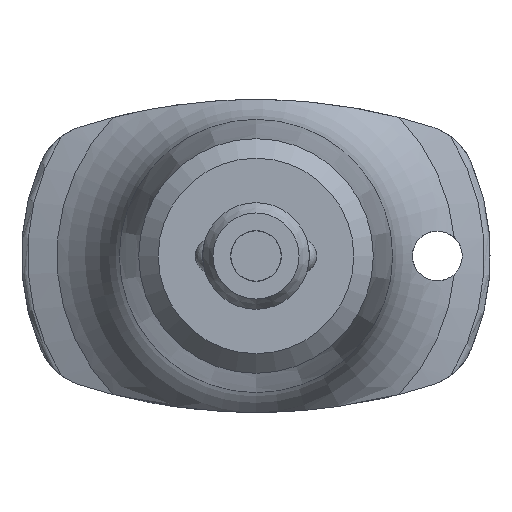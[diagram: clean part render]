
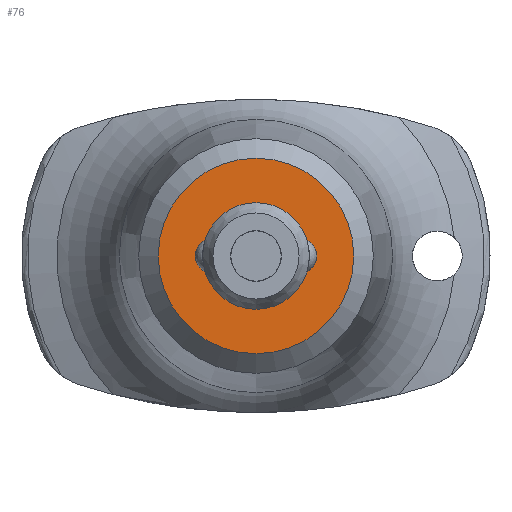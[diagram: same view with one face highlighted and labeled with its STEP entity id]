
A CAD part, front view. The second image highlights one B-rep face of the part: STEP entity #76.
In plain terms, the highlighted planar face has unit normal (0, -1, 0).
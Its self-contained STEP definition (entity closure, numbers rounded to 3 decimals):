
#76 = ADVANCED_FACE( '', ( #188, #189 ), #190, .T. );
#188 = FACE_OUTER_BOUND( '', #354, .T. );
#189 = FACE_BOUND( '', #355, .T. );
#190 = PLANE( '', #356 );
#354 = EDGE_LOOP( '', ( #559 ) );
#355 = EDGE_LOOP( '', ( #560 ) );
#356 = AXIS2_PLACEMENT_3D( '', #561, #562, #563 );
#559 = ORIENTED_EDGE( '', *, *, #857, .T. );
#560 = ORIENTED_EDGE( '', *, *, #858, .F. );
#561 = CARTESIAN_POINT( '', ( 1.425, 0., 0. ) );
#562 = DIRECTION( '', ( 0., -1., 0. ) );
#563 = DIRECTION( '', ( 0., 0., -1. ) );
#857 = EDGE_CURVE( '', #986, #986, #987, .T. );
#858 = EDGE_CURVE( '', #988, #988, #989, .T. );
#986 = VERTEX_POINT( '', #1371 );
#987 = CIRCLE( '', #1372, 5.5 );
#988 = VERTEX_POINT( '', #1373 );
#989 = CIRCLE( '', #1374, 3. );
#1371 = CARTESIAN_POINT( '', ( 0., 0., -5.5 ) );
#1372 = AXIS2_PLACEMENT_3D( '', #1837, #1838, #1839 );
#1373 = CARTESIAN_POINT( '', ( 0., 0., -3. ) );
#1374 = AXIS2_PLACEMENT_3D( '', #1840, #1841, #1842 );
#1837 = CARTESIAN_POINT( '', ( 0., 0., 0. ) );
#1838 = DIRECTION( '', ( 0., -1., 0. ) );
#1839 = DIRECTION( '', ( 0., 0., -1. ) );
#1840 = CARTESIAN_POINT( '', ( 0., 0., 0. ) );
#1841 = DIRECTION( '', ( 0., -1., 0. ) );
#1842 = DIRECTION( '', ( 0., 0., -1. ) );
